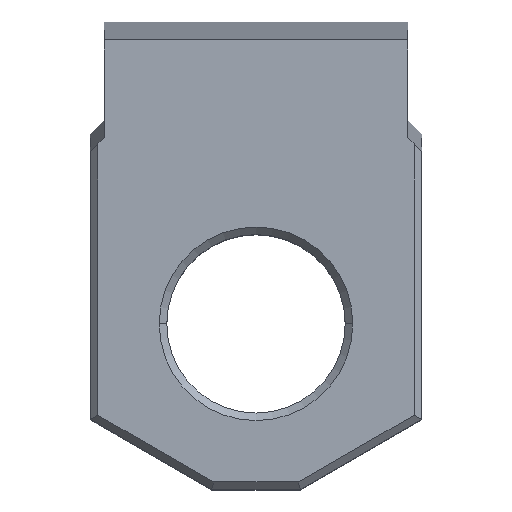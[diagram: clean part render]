
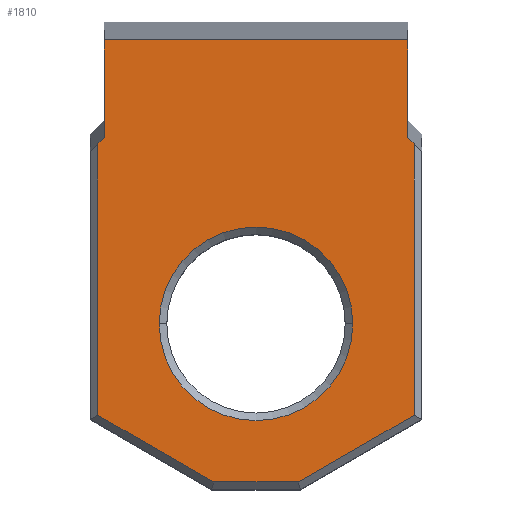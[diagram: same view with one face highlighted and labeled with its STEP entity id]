
A CAD part, top view. The second image highlights one B-rep face of the part: STEP entity #1810.
In plain terms, the highlighted planar face has unit normal (0, 0, 1).
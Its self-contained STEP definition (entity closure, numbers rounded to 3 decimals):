
#4 = CARTESIAN_POINT ( 'NONE',  ( 5.991, 17.766, 0. ) ) ;
#26 = EDGE_CURVE ( 'NONE', #1245, #1117, #164, .T. ) ;
#28 = VECTOR ( 'NONE', #171, 1000. ) ;
#43 = CARTESIAN_POINT ( 'NONE',  ( 1.675, 0.3, 0. ) ) ;
#68 = CARTESIAN_POINT ( 'NONE',  ( 0., 0.3, 0. ) ) ;
#85 = EDGE_LOOP ( 'NONE', ( #1564, #1942, #1920, #1879, #582, #686, #957, #1529, #1495, #1059 ) ) ;
#87 = CARTESIAN_POINT ( 'NONE',  ( 0., 6.55, 0. ) ) ;
#99 = VERTEX_POINT ( 'NONE', #505 ) ;
#101 = PLANE ( 'NONE',  #879 ) ;
#147 = CARTESIAN_POINT ( 'NONE',  ( 9.924, 10.016, 0. ) ) ;
#156 = EDGE_CURVE ( 'NONE', #99, #543, #527, .T. ) ;
#160 = EDGE_CURVE ( 'NONE', #847, #855, #606, .T. ) ;
#164 = LINE ( 'NONE', #177, #1132 ) ;
#171 = DIRECTION ( 'NONE',  ( -1., 0., 0. ) ) ;
#177 = CARTESIAN_POINT ( 'NONE',  ( 5.991, 0., 0. ) ) ;
#187 = DIRECTION ( 'NONE',  ( 0., -1., 0. ) ) ;
#250 = CARTESIAN_POINT ( 'NONE',  ( -1.605, 0.26, 0. ) ) ;
#270 = DIRECTION ( 'NONE',  ( 0., -1., 0. ) ) ;
#284 = VERTEX_POINT ( 'NONE', #303 ) ;
#303 = CARTESIAN_POINT ( 'NONE',  ( -5.991, 13.912, 0. ) ) ;
#343 = EDGE_CURVE ( 'NONE', #1245, #1042, #958, .T. ) ;
#375 = VERTEX_POINT ( 'NONE', #1431 ) ;
#385 = CARTESIAN_POINT ( 'NONE',  ( -1.675, 0.3, 0. ) ) ;
#386 = VERTEX_POINT ( 'NONE', #43 ) ;
#488 = LINE ( 'NONE', #1160, #1013 ) ;
#489 = DIRECTION ( 'NONE',  ( 0., -1., 0. ) ) ;
#505 = CARTESIAN_POINT ( 'NONE',  ( 3.825, 6.55, 0. ) ) ;
#516 = AXIS2_PLACEMENT_3D ( 'NONE', #593, #597, #602 ) ;
#517 = VECTOR ( 'NONE', #616, 1000. ) ;
#527 = CIRCLE ( 'NONE', #516, 3.825 ) ;
#543 = VERTEX_POINT ( 'NONE', #674 ) ;
#582 = ORIENTED_EDGE ( 'NONE', *, *, #343, .T. ) ;
#593 = CARTESIAN_POINT ( 'NONE',  ( 0., 6.55, 0. ) ) ;
#597 = DIRECTION ( 'NONE',  ( 0., 0., -1. ) ) ;
#602 = DIRECTION ( 'NONE',  ( 1., 0., 0. ) ) ;
#606 = LINE ( 'NONE', #613, #517 ) ;
#613 = CARTESIAN_POINT ( 'NONE',  ( 6.25, 0., 0. ) ) ;
#616 = DIRECTION ( 'NONE',  ( 0., 1., 0. ) ) ;
#634 = VECTOR ( 'NONE', #1355, 1000. ) ;
#668 = VECTOR ( 'NONE', #270, 1000. ) ;
#674 = CARTESIAN_POINT ( 'NONE',  ( -3.825, 6.55, 0. ) ) ;
#678 = DIRECTION ( 'NONE',  ( 1., 0., 0. ) ) ;
#686 = ORIENTED_EDGE ( 'NONE', *, *, #913, .T. ) ;
#698 = DIRECTION ( 'NONE',  ( 0., 0., -1. ) ) ;
#710 = VECTOR ( 'NONE', #678, 1000. ) ;
#713 = CARTESIAN_POINT ( 'NONE',  ( -9.924, 10.016, 0. ) ) ;
#721 = CARTESIAN_POINT ( 'NONE',  ( 0., 0., 0. ) ) ;
#767 = DIRECTION ( 'NONE',  ( -0.71, 0.704, 0. ) ) ;
#812 = CARTESIAN_POINT ( 'NONE',  ( 6.25, 2.942, 0. ) ) ;
#839 = CARTESIAN_POINT ( 'NONE',  ( 5.991, 13.912, 0. ) ) ;
#847 = VERTEX_POINT ( 'NONE', #812 ) ;
#855 = VERTEX_POINT ( 'NONE', #1434 ) ;
#875 = CIRCLE ( 'NONE', #1732, 3.825 ) ;
#879 = AXIS2_PLACEMENT_3D ( 'NONE', #721, #1360, #1945 ) ;
#886 = FACE_BOUND ( 'NONE', #927, .T. ) ;
#890 = DIRECTION ( 'NONE',  ( 0.866, -0.5, 0. ) ) ;
#913 = EDGE_CURVE ( 'NONE', #1042, #284, #1310, .T. ) ;
#927 = EDGE_LOOP ( 'NONE', ( #1342, #1196 ) ) ;
#957 = ORIENTED_EDGE ( 'NONE', *, *, #1835, .T. ) ;
#958 = LINE ( 'NONE', #1557, #28 ) ;
#1013 = VECTOR ( 'NONE', #1734, 1000. ) ;
#1015 = EDGE_CURVE ( 'NONE', #1800, #386, #1457, .T. ) ;
#1042 = VERTEX_POINT ( 'NONE', #1308 ) ;
#1048 = VERTEX_POINT ( 'NONE', #1882 ) ;
#1052 = EDGE_CURVE ( 'NONE', #386, #847, #488, .T. ) ;
#1059 = ORIENTED_EDGE ( 'NONE', *, *, #1015, .T. ) ;
#1070 = LINE ( 'NONE', #1666, #668 ) ;
#1117 = VERTEX_POINT ( 'NONE', #839 ) ;
#1132 = VECTOR ( 'NONE', #187, 1000. ) ;
#1160 = CARTESIAN_POINT ( 'NONE',  ( 0.289, -0.5, 0. ) ) ;
#1196 = ORIENTED_EDGE ( 'NONE', *, *, #1744, .T. ) ;
#1214 = EDGE_CURVE ( 'NONE', #855, #1117, #1536, .T. ) ;
#1245 = VERTEX_POINT ( 'NONE', #4 ) ;
#1308 = CARTESIAN_POINT ( 'NONE',  ( -5.991, 17.766, 0. ) ) ;
#1310 = LINE ( 'NONE', #1885, #1700 ) ;
#1342 = ORIENTED_EDGE ( 'NONE', *, *, #156, .T. ) ;
#1344 = DIRECTION ( 'NONE',  ( 1., 0., 0. ) ) ;
#1355 = DIRECTION ( 'NONE',  ( -0.71, -0.704, 0. ) ) ;
#1360 = DIRECTION ( 'NONE',  ( 0., 0., 1. ) ) ;
#1431 = CARTESIAN_POINT ( 'NONE',  ( -6.25, 2.942, 0. ) ) ;
#1434 = CARTESIAN_POINT ( 'NONE',  ( 6.25, 13.656, 0. ) ) ;
#1457 = LINE ( 'NONE', #68, #710 ) ;
#1494 = FACE_OUTER_BOUND ( 'NONE', #85, .T. ) ;
#1495 = ORIENTED_EDGE ( 'NONE', *, *, #1573, .T. ) ;
#1517 = VECTOR ( 'NONE', #890, 1000. ) ;
#1529 = ORIENTED_EDGE ( 'NONE', *, *, #1657, .T. ) ;
#1536 = LINE ( 'NONE', #147, #1784 ) ;
#1557 = CARTESIAN_POINT ( 'NONE',  ( 0., 17.766, 0. ) ) ;
#1564 = ORIENTED_EDGE ( 'NONE', *, *, #1052, .T. ) ;
#1573 = EDGE_CURVE ( 'NONE', #375, #1800, #1639, .T. ) ;
#1639 = LINE ( 'NONE', #250, #1517 ) ;
#1657 = EDGE_CURVE ( 'NONE', #1048, #375, #1070, .T. ) ;
#1666 = CARTESIAN_POINT ( 'NONE',  ( -6.25, 2.768, 0. ) ) ;
#1700 = VECTOR ( 'NONE', #489, 1000. ) ;
#1732 = AXIS2_PLACEMENT_3D ( 'NONE', #87, #698, #1344 ) ;
#1734 = DIRECTION ( 'NONE',  ( 0.866, 0.5, 0. ) ) ;
#1744 = EDGE_CURVE ( 'NONE', #543, #99, #875, .T. ) ;
#1784 = VECTOR ( 'NONE', #767, 1000. ) ;
#1792 = LINE ( 'NONE', #713, #634 ) ;
#1800 = VERTEX_POINT ( 'NONE', #385 ) ;
#1810 = ADVANCED_FACE ( 'NONE', ( #886, #1494 ), #101, .T. ) ;
#1835 = EDGE_CURVE ( 'NONE', #284, #1048, #1792, .T. ) ;
#1879 = ORIENTED_EDGE ( 'NONE', *, *, #26, .F. ) ;
#1882 = CARTESIAN_POINT ( 'NONE',  ( -6.25, 13.656, 0. ) ) ;
#1885 = CARTESIAN_POINT ( 'NONE',  ( -5.991, 0., 0. ) ) ;
#1920 = ORIENTED_EDGE ( 'NONE', *, *, #1214, .T. ) ;
#1942 = ORIENTED_EDGE ( 'NONE', *, *, #160, .T. ) ;
#1945 = DIRECTION ( 'NONE',  ( 1., 0., 0. ) ) ;
